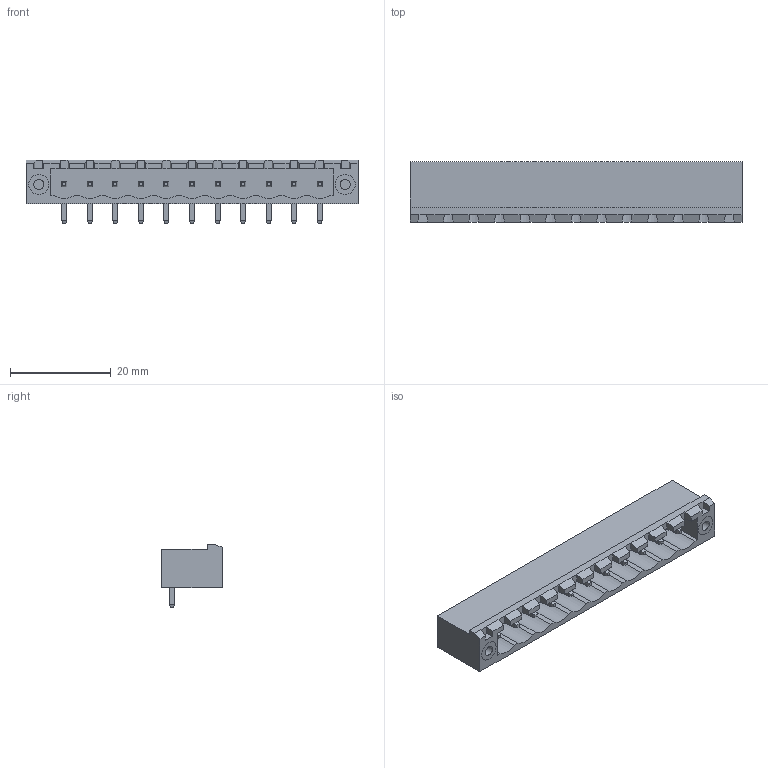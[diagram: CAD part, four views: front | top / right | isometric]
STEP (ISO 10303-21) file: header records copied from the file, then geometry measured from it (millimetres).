
FILE_DESCRIPTION(/* description */ ('model of PhoenixContact_MSTB-GF_11x5.08mm_Angled_ThreadedFlange.'),/* implementation_level */ FILE_NAME(/* name */ 'PhoenixContact_MSTB-GF_11x5.08mm_Angled_ThreadedFlange..stp',/* time_stamp */ '2017-02-24T02:12:19',/* author */ ('Rene Poeschl',''),/* organization */ (''),/* preprocessor_version */ '',/* originating_system */ '',/* authorisation */ '');
FILE_NAME(/* name */ 'PhoenixContact_MSTB-GF_11x5.08mm_Angled_ThreadedFlange..stp',/* time_stamp */ '2017-02-24T02:12:19',/* author */ ('Rene Poeschl',''),/* organization */ (''),/* preprocessor_version */ '',/* originating_system */ '',/* authorisation */ '');
FILE_SCHEMA(('AUTOMOTIVE_DESIGN_CC2 { 1 2 10303 214 -1 1 5 4 }'));
Length unit declared in the file: millimetre
Products named in the file (1): MSTB_01x11_GF_5_08mm
Bounding box: 66.04 x 12 x 12.6 mm (x, y, z)
Volume: 3535.8 mm3; surface area: 4447.3 mm2
Topology: 1 solids, 1 shells, 304 faces, 716 edges, 440 vertices
Faces by surface type: plane 291, cylinder 13
Full cylindrical faces by diameter (mm): 2 x2
Entity records: 19652 total; most frequent: CARTESIAN_POINT 3157, DIRECTION 2552, LINE 1862, VECTOR 1862, ORIENTED_EDGE 1432, PCURVE 1432, DEFINITIONAL_REPRESENTATION 1432, EDGE_CURVE 716
